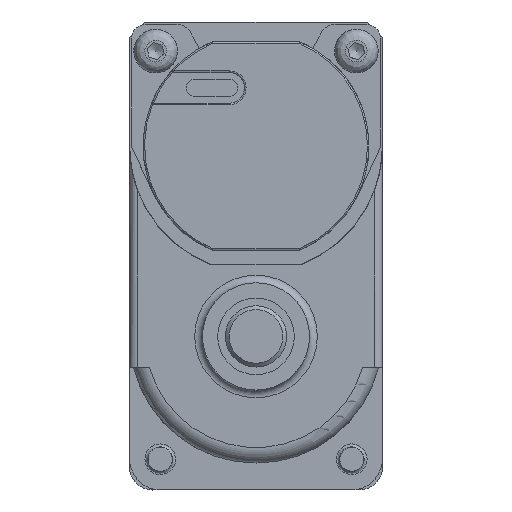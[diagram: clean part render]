
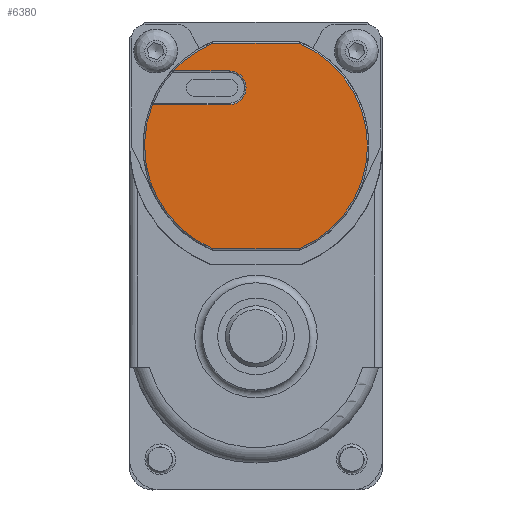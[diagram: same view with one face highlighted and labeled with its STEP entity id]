
A CAD part, top view. The second image highlights one B-rep face of the part: STEP entity #6380.
In plain terms, the highlighted planar face has unit normal (0, 0, 1).
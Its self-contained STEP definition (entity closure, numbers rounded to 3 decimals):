
#5816=CARTESIAN_POINT('',(53.107,35.217,5.0));
#5817=VERTEX_POINT('',#5816);
#5887=CARTESIAN_POINT('',(50.351,30.817,5.0));
#5888=VERTEX_POINT('',#5887);
#5932=CARTESIAN_POINT('',(45.266,27.217,5.0));
#5933=VERTEX_POINT('',#5932);
#5934=CARTESIAN_POINT('',(39.596,40.617,5.0));
#5935=DIRECTION('',(0.0,0.0,-1.0));
#5936=DIRECTION('',(0.589,-0.808,0.0));
#5937=AXIS2_PLACEMENT_3D('',#5934,#5935,#5936);
#5938=CIRCLE('',#5937,14.55);
#5939=EDGE_CURVE('',#5888,#5933,#5938,.T.);
#5964=CARTESIAN_POINT('',(33.927,27.217,5.0));
#5965=VERTEX_POINT('',#5964);
#5966=CARTESIAN_POINT('',(45.266,27.217,5.0));
#5967=DIRECTION('',(-1.0,0.0,0.0));
#5968=VECTOR('',#5967,11.339);
#5969=LINE('',#5966,#5968);
#5970=EDGE_CURVE('',#5933,#5965,#5969,.T.);
#6002=CARTESIAN_POINT('',(33.927,54.017,5.0));
#6003=VERTEX_POINT('',#6002);
#6004=CARTESIAN_POINT('',(39.596,40.617,5.0));
#6005=DIRECTION('',(0.0,0.0,-1.0));
#6006=DIRECTION('',(-1.0,0.0,0.0));
#6007=AXIS2_PLACEMENT_3D('',#6004,#6005,#6006);
#6008=CIRCLE('',#6007,14.55);
#6009=EDGE_CURVE('',#5965,#6003,#6008,.T.);
#6036=CARTESIAN_POINT('',(45.266,54.017,5.0));
#6037=VERTEX_POINT('',#6036);
#6038=CARTESIAN_POINT('',(33.927,54.017,5.0));
#6039=DIRECTION('',(1.0,0.0,0.0));
#6040=VECTOR('',#6039,11.339);
#6041=LINE('',#6038,#6040);
#6042=EDGE_CURVE('',#6003,#6037,#6041,.T.);
#6076=CARTESIAN_POINT('',(39.596,40.617,5.0));
#6077=DIRECTION('',(0.0,0.0,-1.0));
#6078=DIRECTION('',(0.924,0.382,0.0));
#6079=AXIS2_PLACEMENT_3D('',#6076,#6077,#6078);
#6080=CIRCLE('',#6079,14.55);
#6081=EDGE_CURVE('',#6037,#5817,#6080,.T.);
#6153=CARTESIAN_POINT('',(43.096,30.817,5.0));
#6154=VERTEX_POINT('',#6153);
#6162=CARTESIAN_POINT('',(43.096,30.817,5.0));
#6163=DIRECTION('',(1.0,0.0,0.0));
#6164=VECTOR('',#6163,7.255);
#6165=LINE('',#6162,#6164);
#6166=EDGE_CURVE('',#6154,#5888,#6165,.T.);
#6185=CARTESIAN_POINT('',(43.096,35.217,5.0));
#6186=VERTEX_POINT('',#6185);
#6194=CARTESIAN_POINT('',(43.096,33.017,5.0));
#6195=DIRECTION('',(0.0,0.0,1.0));
#6196=DIRECTION('',(-1.0,0.0,0.0));
#6197=AXIS2_PLACEMENT_3D('',#6194,#6195,#6196);
#6198=CIRCLE('',#6197,2.2);
#6199=EDGE_CURVE('',#6186,#6154,#6198,.T.);
#6218=CARTESIAN_POINT('',(53.107,35.217,5.0));
#6219=DIRECTION('',(-1.0,0.0,0.0));
#6220=VECTOR('',#6219,10.011);
#6221=LINE('',#6218,#6220);
#6222=EDGE_CURVE('',#5817,#6186,#6221,.T.);
#6365=CARTESIAN_POINT('',(39.596,40.617,5.0));
#6366=DIRECTION('',(0.0,0.0,1.0));
#6367=DIRECTION('',(1.0,0.0,0.0));
#6368=AXIS2_PLACEMENT_3D('',#6365,#6366,#6367);
#6369=PLANE('',#6368);
#6370=ORIENTED_EDGE('',*,*,#5939,.F.);
#6371=ORIENTED_EDGE('',*,*,#6166,.F.);
#6372=ORIENTED_EDGE('',*,*,#6199,.F.);
#6373=ORIENTED_EDGE('',*,*,#6222,.F.);
#6374=ORIENTED_EDGE('',*,*,#6081,.F.);
#6375=ORIENTED_EDGE('',*,*,#6042,.F.);
#6376=ORIENTED_EDGE('',*,*,#6009,.F.);
#6377=ORIENTED_EDGE('',*,*,#5970,.F.);
#6378=EDGE_LOOP('',(#6370,#6371,#6372,#6373,#6374,#6375,#6376,#6377));
#6379=FACE_OUTER_BOUND('',#6378,.T.);
#6380=ADVANCED_FACE('',(#6379),#6369,.T.);
